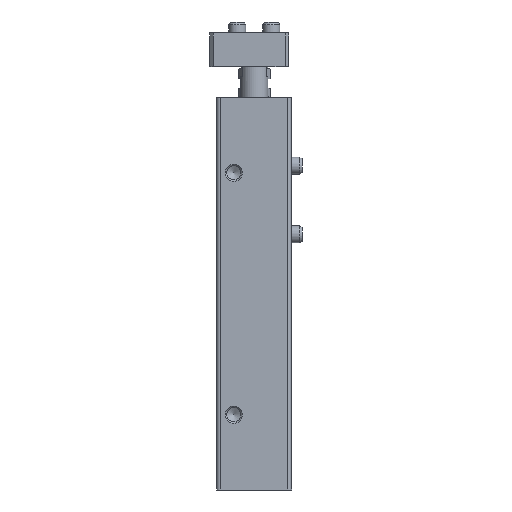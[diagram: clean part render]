
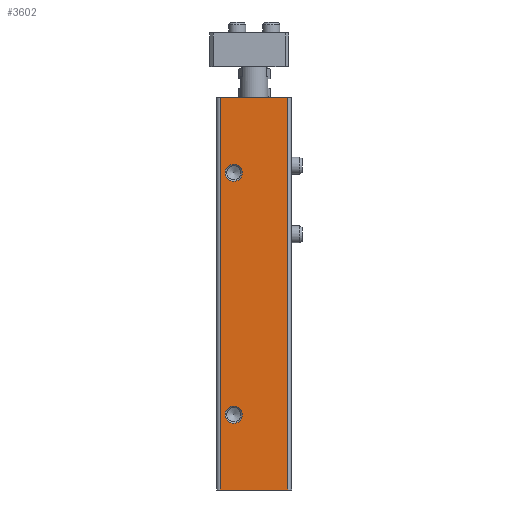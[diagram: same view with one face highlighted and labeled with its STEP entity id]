
A CAD part, left-side view. The second image highlights one B-rep face of the part: STEP entity #3602.
In plain terms, the highlighted planar face has unit normal (-1, 0, 0).
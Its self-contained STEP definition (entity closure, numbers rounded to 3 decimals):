
#114=PLANE('',#3903);
#232=CIRCLE('',#3904,2.5);
#233=CIRCLE('',#3905,2.5);
#466=ORIENTED_EDGE('',*,*,#1446,.T.);
#467=ORIENTED_EDGE('',*,*,#1447,.T.);
#468=ORIENTED_EDGE('',*,*,#1448,.F.);
#469=ORIENTED_EDGE('',*,*,#1449,.F.);
#470=ORIENTED_EDGE('',*,*,#1450,.T.);
#471=ORIENTED_EDGE('',*,*,#1451,.T.);
#1446=EDGE_CURVE('',#1936,#1936,#232,.T.);
#1447=EDGE_CURVE('',#1937,#1937,#233,.T.);
#1448=EDGE_CURVE('',#1938,#1939,#2296,.T.);
#1449=EDGE_CURVE('',#1940,#1938,#2297,.T.);
#1450=EDGE_CURVE('',#1940,#1941,#2298,.T.);
#1451=EDGE_CURVE('',#1941,#1939,#2299,.T.);
#1936=VERTEX_POINT('',#5527);
#1937=VERTEX_POINT('',#5529);
#1938=VERTEX_POINT('',#5531);
#1939=VERTEX_POINT('',#5532);
#1940=VERTEX_POINT('',#5534);
#1941=VERTEX_POINT('',#5536);
#2296=LINE('',#5530,#2558);
#2297=LINE('',#5533,#2559);
#2298=LINE('',#5535,#2560);
#2299=LINE('',#5537,#2561);
#2558=VECTOR('',#4363,1000.);
#2559=VECTOR('',#4364,1000.);
#2560=VECTOR('',#4365,1000.);
#2561=VECTOR('',#4366,1000.);
#2817=EDGE_LOOP('',(#466));
#2818=EDGE_LOOP('',(#467));
#2819=EDGE_LOOP('',(#468,#469,#470,#471));
#3167=FACE_BOUND('',#2817,.T.);
#3168=FACE_BOUND('',#2818,.T.);
#3169=FACE_BOUND('',#2819,.T.);
#3602=ADVANCED_FACE('',(#3167,#3168,#3169),#114,.T.);
#3903=AXIS2_PLACEMENT_3D('',#5525,#4357,#4358);
#3904=AXIS2_PLACEMENT_3D('',#5526,#4359,#4360);
#3905=AXIS2_PLACEMENT_3D('',#5528,#4361,#4362);
#4357=DIRECTION('',(-1.,0.,0.));
#4358=DIRECTION('',(0.,0.,1.));
#4359=DIRECTION('',(1.,0.,0.));
#4360=DIRECTION('',(0.,0.,-1.));
#4361=DIRECTION('',(1.,0.,0.));
#4362=DIRECTION('',(0.,0.,-1.));
#4363=DIRECTION('',(0.,-1.,0.));
#4364=DIRECTION('',(0.,0.,1.));
#4365=DIRECTION('',(0.,-1.,0.));
#4366=DIRECTION('',(0.,0.,1.));
#5525=CARTESIAN_POINT('',(-30.,10.,-114.6));
#5526=CARTESIAN_POINT('',(-30.,6.,-92.6));
#5527=CARTESIAN_POINT('',(-30.,6.,-95.1));
#5528=CARTESIAN_POINT('',(-30.,6.,-22.));
#5529=CARTESIAN_POINT('',(-30.,6.,-24.5));
#5530=CARTESIAN_POINT('',(-30.,10.,0.));
#5531=CARTESIAN_POINT('',(-30.,10.,0.));
#5532=CARTESIAN_POINT('',(-30.,-9.8,0.));
#5533=CARTESIAN_POINT('',(-30.,10.,-114.6));
#5534=CARTESIAN_POINT('',(-30.,10.,-114.6));
#5535=CARTESIAN_POINT('',(-30.,10.,-114.6));
#5536=CARTESIAN_POINT('',(-30.,-9.8,-114.6));
#5537=CARTESIAN_POINT('',(-30.,-9.8,-114.6));
